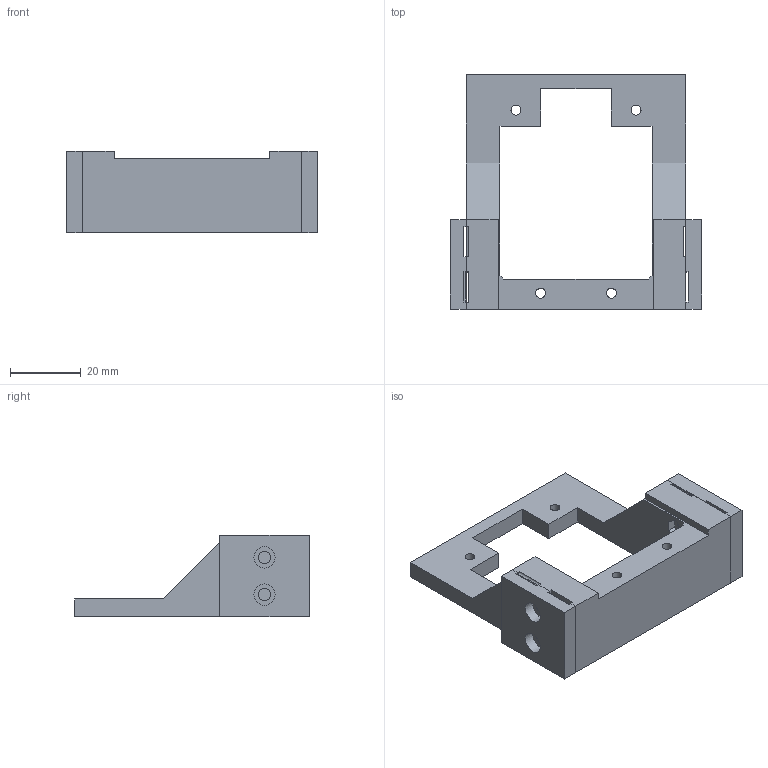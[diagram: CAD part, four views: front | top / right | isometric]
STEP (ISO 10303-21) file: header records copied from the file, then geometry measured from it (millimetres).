
FILE_DESCRIPTION(/* description */ (''),/* implementation_level */ '2;1');
FILE_NAME(/* name */ 'Carriage Belt Body.step',/* time_stamp */ '2020-06-08T20:46:10-05:00',/* author */ (''),/* organization */ (''),/* preprocessor_version */ 'ST-DEVELOPER v18.1',/* originating_system */ 'Autodesk Translation Framework v9.3.0.1241',/* authorisation */ '');
FILE_SCHEMA (('AUTOMOTIVE_DESIGN { 1 0 10303 214 3 1 1 }'));
Length unit declared in the file: millimetre
Products named in the file (2): Carriage Belt Body; Belt Connector
Assembly tree (1 placements, depth 2):
  Carriage Belt Body
    Belt Connector
Bounding box: 71 x 66.3 x 23 mm (x, y, z)
Volume: 30277.5 mm3; surface area: 14991.6 mm2
Topology: 3 solids, 3 shells, 413 faces, 1120 edges, 746 vertices
Faces by surface type: cylinder 224, plane 189
Full cylindrical faces by diameter (mm): 2.8 x4, 3.4 x8, 6 x4
Entity records: 13255 total; most frequent: DIRECTION 2400, CARTESIAN_POINT 2282, ORIENTED_EDGE 2240, EDGE_CURVE 1120, AXIS2_PLACEMENT_3D 864, VERTEX_POINT 746, LINE 672, VECTOR 672
